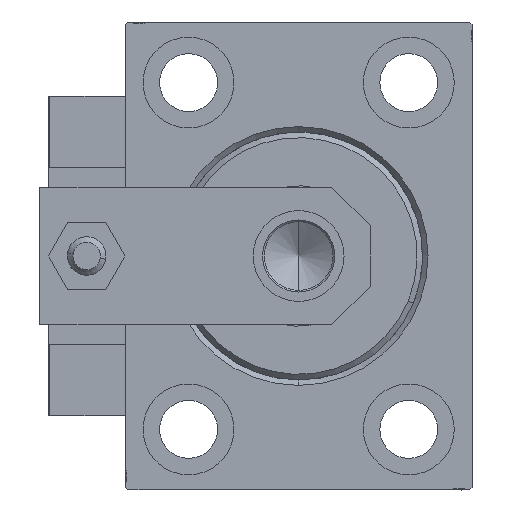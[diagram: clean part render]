
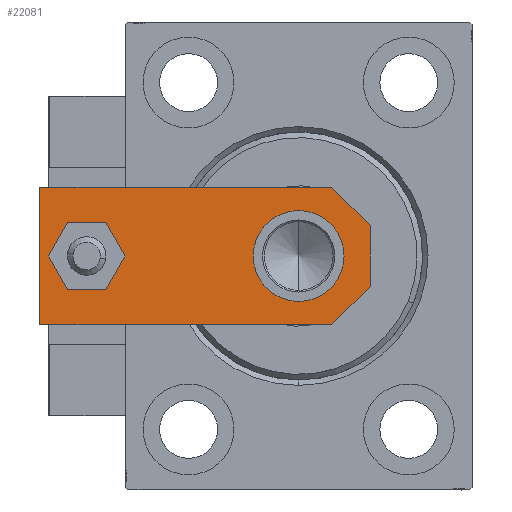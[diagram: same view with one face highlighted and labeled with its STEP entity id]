
A CAD part, left-side view. The second image highlights one B-rep face of the part: STEP entity #22081.
In plain terms, the highlighted face is planar.
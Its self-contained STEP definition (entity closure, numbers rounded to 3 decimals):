
#139 = CARTESIAN_POINT ( 'NONE',  ( 2.75, -2.75, 6. ) ) ;
#361 = ORIENTED_EDGE ( 'NONE', *, *, #30060, .F. ) ;
#2092 = FACE_BOUND ( 'NONE', #25077, .T. ) ;
#2803 = ORIENTED_EDGE ( 'NONE', *, *, #10845, .F. ) ;
#3602 = LINE ( 'NONE', #32039, #21282 ) ;
#5245 = VERTEX_POINT ( 'NONE', #19298 ) ;
#5324 = VERTEX_POINT ( 'NONE', #36947 ) ;
#5508 = CIRCLE ( 'NONE', #46501, 4. ) ;
#6053 = ORIENTED_EDGE ( 'NONE', *, *, #27274, .F. ) ;
#6063 = EDGE_CURVE ( 'NONE', #5324, #20777, #14945, .T. ) ;
#6615 = CARTESIAN_POINT ( 'NONE',  ( -8.25, 13., 6. ) ) ;
#6618 = CARTESIAN_POINT ( 'NONE',  ( 12.5, 0., 6. ) ) ;
#7863 = EDGE_CURVE ( 'NONE', #20777, #23710, #30312, .T. ) ;
#8190 = VERTEX_POINT ( 'NONE', #10774 ) ;
#8397 = DIRECTION ( 'NONE',  ( 1., 0., 0. ) ) ;
#8876 = AXIS2_PLACEMENT_3D ( 'NONE', #46651, #12250, #8397 ) ;
#9506 = EDGE_CURVE ( 'NONE', #14250, #24269, #17914, .T. ) ;
#9539 = CARTESIAN_POINT ( 'NONE',  ( 0., 0., 6. ) ) ;
#10045 = DIRECTION ( 'NONE',  ( 0., 0., 1. ) ) ;
#10353 = VECTOR ( 'NONE', #24015, 1000. ) ;
#10774 = CARTESIAN_POINT ( 'NONE',  ( -4., 51.5, 6. ) ) ;
#10845 = EDGE_CURVE ( 'NONE', #12411, #5245, #45783, .T. ) ;
#11252 = VERTEX_POINT ( 'NONE', #42304 ) ;
#12250 = DIRECTION ( 'NONE',  ( 0., 0., 1. ) ) ;
#12411 = VERTEX_POINT ( 'NONE', #6615 ) ;
#12514 = ORIENTED_EDGE ( 'NONE', *, *, #7863, .T. ) ;
#12684 = AXIS2_PLACEMENT_3D ( 'NONE', #26422, #26936, #39713 ) ;
#12882 = VECTOR ( 'NONE', #38270, 1000. ) ;
#13328 = EDGE_CURVE ( 'NONE', #24269, #11252, #3602, .T. ) ;
#14250 = VERTEX_POINT ( 'NONE', #36784 ) ;
#14665 = AXIS2_PLACEMENT_3D ( 'NONE', #26842, #50190, #19160 ) ;
#14945 = LINE ( 'NONE', #42641, #38317 ) ;
#15435 = DIRECTION ( 'NONE',  ( 1., 0., 0. ) ) ;
#16253 = EDGE_CURVE ( 'NONE', #23710, #14250, #27085, .T. ) ;
#16404 = DIRECTION ( 'NONE',  ( -1., 0., 0. ) ) ;
#16665 = EDGE_LOOP ( 'NONE', ( #29779, #6053 ) ) ;
#17914 = LINE ( 'NONE', #6618, #18654 ) ;
#18654 = VECTOR ( 'NONE', #33542, 1000. ) ;
#18940 = EDGE_CURVE ( 'NONE', #8190, #29608, #37306, .T. ) ;
#19160 = DIRECTION ( 'NONE',  ( 1., 0., 0. ) ) ;
#19298 = CARTESIAN_POINT ( 'NONE',  ( 8.25, 13., 6. ) ) ;
#19539 = CARTESIAN_POINT ( 'NONE',  ( 0., 51.5, 6. ) ) ;
#20777 = VERTEX_POINT ( 'NONE', #26752 ) ;
#20885 = AXIS2_PLACEMENT_3D ( 'NONE', #9539, #10045, #21589 ) ;
#21008 = EDGE_LOOP ( 'NONE', ( #25638, #28466, #12514, #31362, #24699, #50009 ) ) ;
#21282 = VECTOR ( 'NONE', #16404, 1000. ) ;
#21589 = DIRECTION ( 'NONE',  ( 1., 0., 0. ) ) ;
#22081 = ADVANCED_FACE ( 'NONE', ( #28776, #48273, #2092 ), #29537, .T. ) ;
#23710 = VERTEX_POINT ( 'NONE', #31884 ) ;
#24015 = DIRECTION ( 'NONE',  ( 0., -1., 0. ) ) ;
#24269 = VERTEX_POINT ( 'NONE', #39962 ) ;
#24699 = ORIENTED_EDGE ( 'NONE', *, *, #9506, .T. ) ;
#25077 = EDGE_LOOP ( 'NONE', ( #2803, #361 ) ) ;
#25544 = EDGE_CURVE ( 'NONE', #11252, #5324, #39170, .T. ) ;
#25638 = ORIENTED_EDGE ( 'NONE', *, *, #25544, .T. ) ;
#26422 = CARTESIAN_POINT ( 'NONE',  ( 0., 51.5, 6. ) ) ;
#26466 = CARTESIAN_POINT ( 'NONE',  ( -12.5, 0., 6. ) ) ;
#26752 = CARTESIAN_POINT ( 'NONE',  ( -5.5, 0., 6. ) ) ;
#26842 = CARTESIAN_POINT ( 'NONE',  ( 0., 13., 6. ) ) ;
#26936 = DIRECTION ( 'NONE',  ( 0., 0., 1. ) ) ;
#27085 = LINE ( 'NONE', #139, #33765 ) ;
#27274 = EDGE_CURVE ( 'NONE', #29608, #8190, #5508, .T. ) ;
#28466 = ORIENTED_EDGE ( 'NONE', *, *, #6063, .T. ) ;
#28776 = FACE_BOUND ( 'NONE', #16665, .T. ) ;
#29537 = PLANE ( 'NONE',  #20885 ) ;
#29608 = VERTEX_POINT ( 'NONE', #44929 ) ;
#29779 = ORIENTED_EDGE ( 'NONE', *, *, #18940, .F. ) ;
#30060 = EDGE_CURVE ( 'NONE', #5245, #12411, #30997, .T. ) ;
#30312 = LINE ( 'NONE', #26466, #12882 ) ;
#30997 = CIRCLE ( 'NONE', #8876, 8.25 ) ;
#31362 = ORIENTED_EDGE ( 'NONE', *, *, #16253, .T. ) ;
#31884 = CARTESIAN_POINT ( 'NONE',  ( 5.5, 0., 6. ) ) ;
#32039 = CARTESIAN_POINT ( 'NONE',  ( 12.5, 60., 6. ) ) ;
#33542 = DIRECTION ( 'NONE',  ( 0., 1., 0. ) ) ;
#33765 = VECTOR ( 'NONE', #34772, 1000. ) ;
#34772 = DIRECTION ( 'NONE',  ( 0.707, 0.707, 0. ) ) ;
#35069 = CARTESIAN_POINT ( 'NONE',  ( -12.5, 60., 6. ) ) ;
#36784 = CARTESIAN_POINT ( 'NONE',  ( 12.5, 7., 6. ) ) ;
#36947 = CARTESIAN_POINT ( 'NONE',  ( -12.5, 7., 6. ) ) ;
#37306 = CIRCLE ( 'NONE', #12684, 4. ) ;
#38270 = DIRECTION ( 'NONE',  ( 1., 0., 0. ) ) ;
#38317 = VECTOR ( 'NONE', #41613, 1000. ) ;
#39170 = LINE ( 'NONE', #35069, #10353 ) ;
#39713 = DIRECTION ( 'NONE',  ( 1., 0., 0. ) ) ;
#39962 = CARTESIAN_POINT ( 'NONE',  ( 12.5, 60., 6. ) ) ;
#41613 = DIRECTION ( 'NONE',  ( 0.707, -0.707, 0. ) ) ;
#42304 = CARTESIAN_POINT ( 'NONE',  ( -12.5, 60., 6. ) ) ;
#42641 = CARTESIAN_POINT ( 'NONE',  ( -2.75, -2.75, 6. ) ) ;
#44929 = CARTESIAN_POINT ( 'NONE',  ( 4., 51.5, 6. ) ) ;
#45783 = CIRCLE ( 'NONE', #14665, 8.25 ) ;
#46212 = DIRECTION ( 'NONE',  ( 0., 0., 1. ) ) ;
#46501 = AXIS2_PLACEMENT_3D ( 'NONE', #19539, #46212, #15435 ) ;
#46651 = CARTESIAN_POINT ( 'NONE',  ( 0., 13., 6. ) ) ;
#48273 = FACE_OUTER_BOUND ( 'NONE', #21008, .T. ) ;
#50009 = ORIENTED_EDGE ( 'NONE', *, *, #13328, .T. ) ;
#50190 = DIRECTION ( 'NONE',  ( 0., 0., 1. ) ) ;
